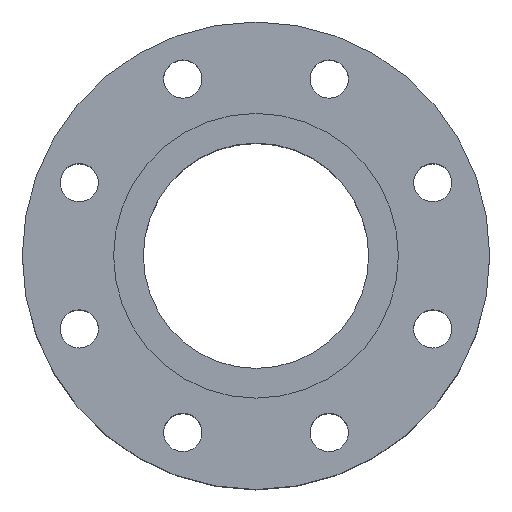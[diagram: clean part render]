
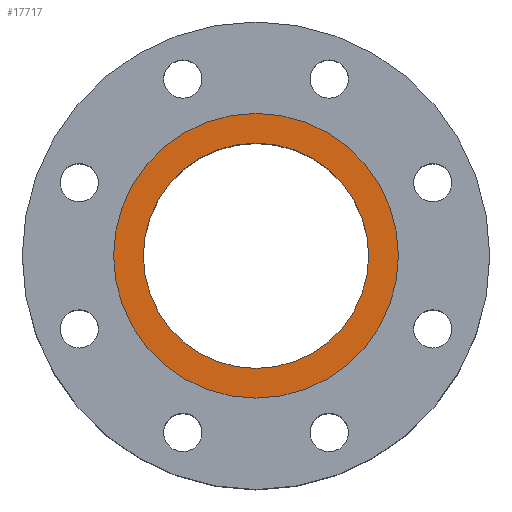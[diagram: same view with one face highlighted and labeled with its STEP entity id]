
A CAD part, top view. The second image highlights one B-rep face of the part: STEP entity #17717.
In plain terms, the highlighted planar face has unit normal (0, 0, 1).
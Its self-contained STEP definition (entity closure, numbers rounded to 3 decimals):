
#1311 = AXIS2_PLACEMENT_3D ( 'NONE', #14491, #5570, #7549 ) ;
#1598 = DIRECTION ( 'NONE',  ( 1., 0., 0. ) ) ;
#1757 = DIRECTION ( 'NONE',  ( 0., 0., -1. ) ) ;
#1892 = DIRECTION ( 'NONE',  ( 1., 0., 0. ) ) ;
#2462 = ORIENTED_EDGE ( 'NONE', *, *, #13474, .T. ) ;
#3123 = EDGE_LOOP ( 'NONE', ( #20119, #23666 ) ) ;
#3160 = CARTESIAN_POINT ( 'NONE',  ( -67., 0., 0. ) ) ;
#3439 = AXIS2_PLACEMENT_3D ( 'NONE', #24662, #22257, #1598 ) ;
#3440 = CIRCLE ( 'NONE', #11166, 67. ) ;
#4522 = EDGE_CURVE ( 'NONE', #28289, #27881, #3440, .T. ) ;
#5570 = DIRECTION ( 'NONE',  ( 0., 0., 1. ) ) ;
#5669 = CARTESIAN_POINT ( 'NONE',  ( 67., 0., 0. ) ) ;
#6754 = EDGE_CURVE ( 'NONE', #7491, #27438, #28020, .T. ) ;
#7491 = VERTEX_POINT ( 'NONE', #15848 ) ;
#7549 = DIRECTION ( 'NONE',  ( 1., 0., 0. ) ) ;
#8037 = CIRCLE ( 'NONE', #1311, 67. ) ;
#8146 = DIRECTION ( 'NONE',  ( 0., 0., 1. ) ) ;
#9500 = CIRCLE ( 'NONE', #19148, 53. ) ;
#11166 = AXIS2_PLACEMENT_3D ( 'NONE', #18621, #16361, #1892 ) ;
#13474 = EDGE_CURVE ( 'NONE', #27881, #28289, #8037, .T. ) ;
#13625 = EDGE_CURVE ( 'NONE', #27438, #7491, #9500, .T. ) ;
#14491 = CARTESIAN_POINT ( 'NONE',  ( 0., 0., 0. ) ) ;
#15848 = CARTESIAN_POINT ( 'NONE',  ( 53., 0., 0. ) ) ;
#15852 = EDGE_LOOP ( 'NONE', ( #26556, #2462 ) ) ;
#16361 = DIRECTION ( 'NONE',  ( 0., 0., 1. ) ) ;
#17717 = ADVANCED_FACE ( 'NONE', ( #26640, #19855 ), #26941, .F. ) ;
#18621 = CARTESIAN_POINT ( 'NONE',  ( 0., 0., 0. ) ) ;
#19148 = AXIS2_PLACEMENT_3D ( 'NONE', #28813, #8146, #29261 ) ;
#19809 = CARTESIAN_POINT ( 'NONE',  ( -53., 0., 0. ) ) ;
#19855 = FACE_OUTER_BOUND ( 'NONE', #15852, .T. ) ;
#20119 = ORIENTED_EDGE ( 'NONE', *, *, #6754, .F. ) ;
#22257 = DIRECTION ( 'NONE',  ( 0., 0., 1. ) ) ;
#22727 = DIRECTION ( 'NONE',  ( -1., 0., 0. ) ) ;
#23666 = ORIENTED_EDGE ( 'NONE', *, *, #13625, .F. ) ;
#24532 = CARTESIAN_POINT ( 'NONE',  ( 0., 67., 0. ) ) ;
#24662 = CARTESIAN_POINT ( 'NONE',  ( 0., 0., 0. ) ) ;
#26556 = ORIENTED_EDGE ( 'NONE', *, *, #4522, .T. ) ;
#26640 = FACE_BOUND ( 'NONE', #3123, .T. ) ;
#26941 = PLANE ( 'NONE',  #29643 ) ;
#27438 = VERTEX_POINT ( 'NONE', #19809 ) ;
#27881 = VERTEX_POINT ( 'NONE', #3160 ) ;
#28020 = CIRCLE ( 'NONE', #3439, 53. ) ;
#28289 = VERTEX_POINT ( 'NONE', #5669 ) ;
#28813 = CARTESIAN_POINT ( 'NONE',  ( 0., 0., 0. ) ) ;
#29261 = DIRECTION ( 'NONE',  ( 1., 0., 0. ) ) ;
#29643 = AXIS2_PLACEMENT_3D ( 'NONE', #24532, #1757, #22727 ) ;
